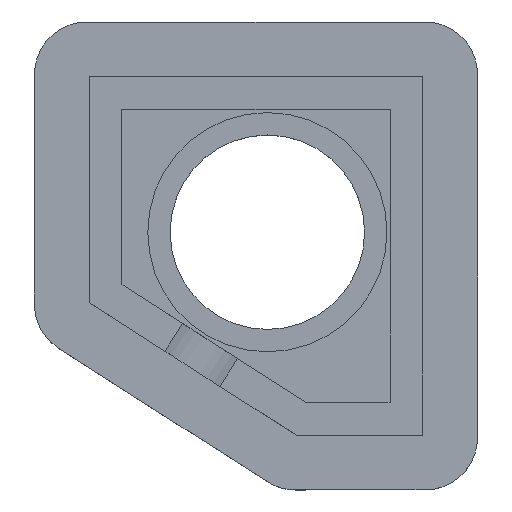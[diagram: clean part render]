
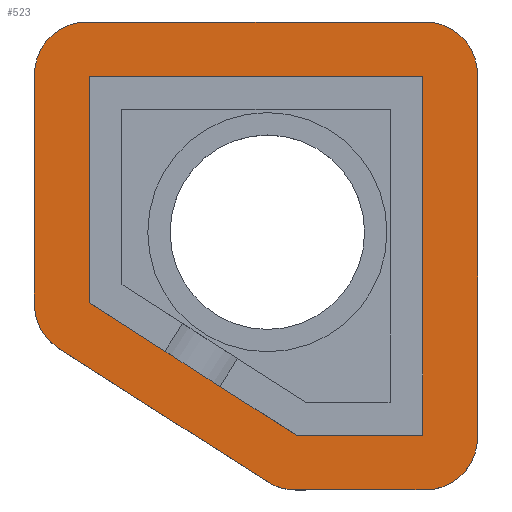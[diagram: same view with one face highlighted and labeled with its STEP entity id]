
A CAD part, top view. The second image highlights one B-rep face of the part: STEP entity #523.
In plain terms, the highlighted planar face has unit normal (0, 0, 1).
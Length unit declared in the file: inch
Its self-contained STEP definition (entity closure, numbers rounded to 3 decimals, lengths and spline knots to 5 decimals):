
#16=FACE_BOUND('',#93,.T.);
#36=PLANE('',#579);
#63=FACE_OUTER_BOUND('',#92,.T.);
#92=EDGE_LOOP('',(#459,#460,#461,#462,#463,#464,#465,#466,#467,#468));
#93=EDGE_LOOP('',(#469,#470,#471,#472,#473));
#118=LINE('',#780,#174);
#121=LINE('',#785,#177);
#123=LINE('',#789,#179);
#125=LINE('',#793,#181);
#126=LINE('',#795,#182);
#137=LINE('',#824,#193);
#141=LINE('',#836,#197);
#145=LINE('',#848,#201);
#149=LINE('',#860,#205);
#153=LINE('',#870,#209);
#174=VECTOR('',#624,0.3937);
#177=VECTOR('',#629,0.3937);
#179=VECTOR('',#633,0.3937);
#181=VECTOR('',#637,0.3937);
#182=VECTOR('',#640,0.3937);
#193=VECTOR('',#669,0.3937);
#197=VECTOR('',#681,0.3937);
#201=VECTOR('',#693,0.3937);
#205=VECTOR('',#705,0.3937);
#209=VECTOR('',#717,0.3937);
#216=CIRCLE('',#561,0.15);
#218=CIRCLE('',#565,0.15);
#220=CIRCLE('',#569,0.15);
#222=CIRCLE('',#573,0.15);
#224=CIRCLE('',#577,0.15);
#245=VERTEX_POINT('',#777);
#246=VERTEX_POINT('',#779);
#247=VERTEX_POINT('',#783);
#248=VERTEX_POINT('',#787);
#249=VERTEX_POINT('',#791);
#255=VERTEX_POINT('',#815);
#256=VERTEX_POINT('',#817);
#258=VERTEX_POINT('',#823);
#260=VERTEX_POINT('',#829);
#262=VERTEX_POINT('',#835);
#264=VERTEX_POINT('',#841);
#266=VERTEX_POINT('',#847);
#268=VERTEX_POINT('',#853);
#270=VERTEX_POINT('',#859);
#272=VERTEX_POINT('',#865);
#298=EDGE_CURVE('',#245,#246,#118,.T.);
#301=EDGE_CURVE('',#247,#245,#121,.T.);
#303=EDGE_CURVE('',#248,#247,#123,.T.);
#305=EDGE_CURVE('',#249,#248,#125,.T.);
#306=EDGE_CURVE('',#246,#249,#126,.T.);
#316=EDGE_CURVE('',#256,#255,#216,.T.);
#319=EDGE_CURVE('',#258,#256,#137,.T.);
#322=EDGE_CURVE('',#260,#258,#218,.T.);
#325=EDGE_CURVE('',#262,#260,#141,.T.);
#328=EDGE_CURVE('',#264,#262,#220,.T.);
#331=EDGE_CURVE('',#266,#264,#145,.T.);
#334=EDGE_CURVE('',#268,#266,#222,.T.);
#337=EDGE_CURVE('',#270,#268,#149,.T.);
#340=EDGE_CURVE('',#272,#270,#224,.T.);
#343=EDGE_CURVE('',#255,#272,#153,.T.);
#459=ORIENTED_EDGE('',*,*,#343,.T.);
#460=ORIENTED_EDGE('',*,*,#340,.T.);
#461=ORIENTED_EDGE('',*,*,#337,.T.);
#462=ORIENTED_EDGE('',*,*,#334,.T.);
#463=ORIENTED_EDGE('',*,*,#331,.T.);
#464=ORIENTED_EDGE('',*,*,#328,.T.);
#465=ORIENTED_EDGE('',*,*,#325,.T.);
#466=ORIENTED_EDGE('',*,*,#322,.T.);
#467=ORIENTED_EDGE('',*,*,#319,.T.);
#468=ORIENTED_EDGE('',*,*,#316,.T.);
#469=ORIENTED_EDGE('',*,*,#306,.F.);
#470=ORIENTED_EDGE('',*,*,#298,.F.);
#471=ORIENTED_EDGE('',*,*,#301,.F.);
#472=ORIENTED_EDGE('',*,*,#303,.F.);
#473=ORIENTED_EDGE('',*,*,#305,.F.);
#523=ADVANCED_FACE('',(#63,#16),#36,.F.);
#561=AXIS2_PLACEMENT_3D('',#818,#663,#664);
#565=AXIS2_PLACEMENT_3D('',#830,#675,#676);
#569=AXIS2_PLACEMENT_3D('',#842,#687,#688);
#573=AXIS2_PLACEMENT_3D('',#854,#699,#700);
#577=AXIS2_PLACEMENT_3D('',#866,#711,#712);
#579=AXIS2_PLACEMENT_3D('',#871,#718,#719);
#624=DIRECTION('',(-1.,0.,0.));
#629=DIRECTION('',(0.,1.,0.));
#633=DIRECTION('',(1.,0.,0.));
#637=DIRECTION('',(0.843,-0.539,0.));
#640=DIRECTION('',(0.,-1.,0.));
#663=DIRECTION('center_axis',(0.,0.,
1.));
#664=DIRECTION('ref_axis',(-0.539,-0.843,0.));
#669=DIRECTION('',(0.,-1.,0.));
#675=DIRECTION('center_axis',(0.,0.,
1.));
#676=DIRECTION('ref_axis',(-1.,0.,0.));
#681=DIRECTION('',(-1.,0.,0.));
#687=DIRECTION('center_axis',(0.,0.,
1.));
#688=DIRECTION('ref_axis',(0.,1.,0.));
#693=DIRECTION('',(0.,1.,0.));
#699=DIRECTION('center_axis',(0.,0.,
1.));
#700=DIRECTION('ref_axis',(1.,0.,0.));
#705=DIRECTION('',(1.,0.,0.));
#711=DIRECTION('center_axis',(0.,0.,
1.));
#712=DIRECTION('ref_axis',(0.,-1.,0.));
#717=DIRECTION('',(0.843,-0.539,0.));
#718=DIRECTION('center_axis',(0.,0.,
-1.));
#719=DIRECTION('ref_axis',(-1.,0.,0.));
#777=CARTESIAN_POINT('',(0.82458,1.284,-2.86586));
#779=CARTESIAN_POINT('',(-0.12842,1.284,-2.86586));
#780=CARTESIAN_POINT('',(0.82458,1.284,-2.86586));
#783=CARTESIAN_POINT('',(0.82458,0.26041,-2.86586));
#785=CARTESIAN_POINT('',(0.82458,0.26041,-2.86586));
#787=CARTESIAN_POINT('',(0.46266,0.26041,-2.86586));
#789=CARTESIAN_POINT('',(0.46266,0.26041,-2.86586));
#791=CARTESIAN_POINT('',(-0.12842,0.63829,-2.86586));
#793=CARTESIAN_POINT('',(-0.12842,0.63829,-2.86586));
#795=CARTESIAN_POINT('',(-0.12842,1.284,-2.86586));
#815=CARTESIAN_POINT('',(-0.21522,0.50862,-2.86586));
#817=CARTESIAN_POINT('',(-0.28442,0.635,-2.86586));
#818=CARTESIAN_POINT('Origin',(-0.13442,0.635,-2.86586));
#823=CARTESIAN_POINT('',(-0.28442,1.29,-2.86586));
#824=CARTESIAN_POINT('',(-0.28442,0.635,-2.86586));
#829=CARTESIAN_POINT('',(-0.13442,1.44,-2.86586));
#830=CARTESIAN_POINT('Origin',(-0.13442,1.29,-2.86586));
#835=CARTESIAN_POINT('',(0.83058,1.44,-2.86586));
#836=CARTESIAN_POINT('',(-0.13442,1.44,-2.86586));
#841=CARTESIAN_POINT('',(0.98058,1.29,-2.86586));
#842=CARTESIAN_POINT('Origin',(0.83058,1.29,-2.86586));
#847=CARTESIAN_POINT('',(0.98058,0.25441,-2.86586));
#848=CARTESIAN_POINT('',(0.98058,1.29,-2.86586));
#853=CARTESIAN_POINT('',(0.83058,0.10441,-2.86586));
#854=CARTESIAN_POINT('Origin',(0.83058,0.25441,-2.86586));
#859=CARTESIAN_POINT('',(0.46091,0.10441,-2.86586));
#860=CARTESIAN_POINT('',(0.83058,0.10441,-2.86586));
#865=CARTESIAN_POINT('',(0.38012,0.12803,-2.86586));
#866=CARTESIAN_POINT('Origin',(0.46091,0.25441,-2.86586));
#870=CARTESIAN_POINT('',(0.38012,0.12803,-2.86586));
#871=CARTESIAN_POINT('Origin',(0.34808,0.77221,-2.86586));
